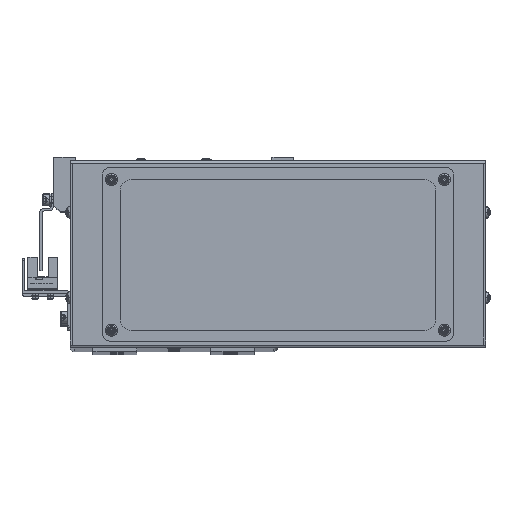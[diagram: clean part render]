
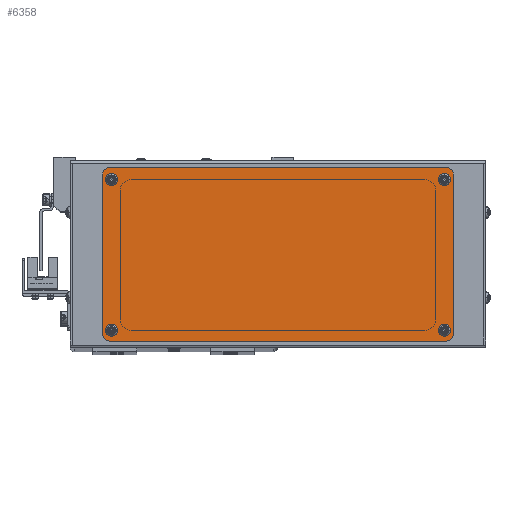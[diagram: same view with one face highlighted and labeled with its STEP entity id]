
A CAD part, top view. The second image highlights one B-rep face of the part: STEP entity #6358.
In plain terms, the highlighted face is planar.
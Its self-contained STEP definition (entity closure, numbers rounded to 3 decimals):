
#48 = EDGE_CURVE ( 'NONE', #22196, #25994, #22285, .T. ) ;
#291 = VERTEX_POINT ( 'NONE', #45365 ) ;
#473 = VERTEX_POINT ( 'NONE', #24613 ) ;
#1802 = DIRECTION ( 'NONE',  ( 1., 0., 0. ) ) ;
#2239 = AXIS2_PLACEMENT_3D ( 'NONE', #51317, #17194, #57043 ) ;
#2673 = DIRECTION ( 'NONE',  ( 1., 0., 0. ) ) ;
#2713 = CARTESIAN_POINT ( 'NONE',  ( -74.55, 34.25, 0. ) ) ;
#3146 = CIRCLE ( 'NONE', #17142, 1.7 ) ;
#3750 = CARTESIAN_POINT ( 'NONE',  ( 77.25, -39.75, 0. ) ) ;
#6358 = ADVANCED_FACE ( 'NONE', ( #26273, #36078, #12909, #24518, #66456 ), #36349, .F. ) ;
#6760 = LINE ( 'NONE', #61005, #21962 ) ;
#6815 = CARTESIAN_POINT ( 'NONE',  ( 77.25, -36.75, 0. ) ) ;
#6881 = CARTESIAN_POINT ( 'NONE',  ( -80.25, -36.75, 0. ) ) ;
#7593 = EDGE_CURVE ( 'NONE', #29891, #61625, #67150, .T. ) ;
#8727 = EDGE_CURVE ( 'NONE', #51314, #45763, #67756, .T. ) ;
#9128 = VERTEX_POINT ( 'NONE', #44453 ) ;
#10350 = AXIS2_PLACEMENT_3D ( 'NONE', #23440, #63310, #29151 ) ;
#10515 = CARTESIAN_POINT ( 'NONE',  ( 80.25, 36.75, 0. ) ) ;
#10929 = VECTOR ( 'NONE', #33454, 1000. ) ;
#11102 = CARTESIAN_POINT ( 'NONE',  ( -77.95, -34.75, 0. ) ) ;
#11253 = VERTEX_POINT ( 'NONE', #11102 ) ;
#12317 = AXIS2_PLACEMENT_3D ( 'NONE', #6815, #46721, #12557 ) ;
#12557 = DIRECTION ( 'NONE',  ( 1., 0., 0. ) ) ;
#12687 = CIRCLE ( 'NONE', #46986, 1.7 ) ;
#12909 = FACE_OUTER_BOUND ( 'NONE', #30541, .T. ) ;
#13095 = EDGE_CURVE ( 'NONE', #473, #9128, #34229, .T. ) ;
#13215 = ORIENTED_EDGE ( 'NONE', *, *, #55255, .F. ) ;
#14518 = AXIS2_PLACEMENT_3D ( 'NONE', #30138, #70003, #35851 ) ;
#14664 = CARTESIAN_POINT ( 'NONE',  ( -76.25, -34.75, 0. ) ) ;
#14899 = ORIENTED_EDGE ( 'NONE', *, *, #37759, .F. ) ;
#14984 = DIRECTION ( 'NONE',  ( 0., 0., 1. ) ) ;
#15280 = LINE ( 'NONE', #6881, #72356 ) ;
#15505 = EDGE_LOOP ( 'NONE', ( #56431, #37446 ) ) ;
#15828 = DIRECTION ( 'NONE',  ( 0., 0., 1. ) ) ;
#16114 = CIRCLE ( 'NONE', #16487, 1.7 ) ;
#16487 = AXIS2_PLACEMENT_3D ( 'NONE', #59553, #25420, #65306 ) ;
#17094 = VERTEX_POINT ( 'NONE', #59274 ) ;
#17142 = AXIS2_PLACEMENT_3D ( 'NONE', #14664, #54539, #20408 ) ;
#17194 = DIRECTION ( 'NONE',  ( 0., 0., 1. ) ) ;
#17281 = EDGE_CURVE ( 'NONE', #9128, #17094, #6760, .T. ) ;
#17907 = EDGE_CURVE ( 'NONE', #52823, #45374, #58377, .T. ) ;
#18300 = CARTESIAN_POINT ( 'NONE',  ( 77.95, -34.75, 0. ) ) ;
#19391 = DIRECTION ( 'NONE',  ( 0., 0., 1. ) ) ;
#20055 = CARTESIAN_POINT ( 'NONE',  ( 74.55, 34.25, 0. ) ) ;
#20408 = DIRECTION ( 'NONE',  ( 1., 0., 0. ) ) ;
#21962 = VECTOR ( 'NONE', #26827, 1000. ) ;
#22196 = VERTEX_POINT ( 'NONE', #2713 ) ;
#22285 = CIRCLE ( 'NONE', #29104, 1.7 ) ;
#22396 = EDGE_CURVE ( 'NONE', #45763, #473, #29665, .T. ) ;
#22568 = CARTESIAN_POINT ( 'NONE',  ( 76.25, -34.75, 0. ) ) ;
#23440 = CARTESIAN_POINT ( 'NONE',  ( 76.25, 34.25, 0. ) ) ;
#24518 = FACE_BOUND ( 'NONE', #15505, .T. ) ;
#24613 = CARTESIAN_POINT ( 'NONE',  ( 80.25, 36.75, 0. ) ) ;
#24856 = VERTEX_POINT ( 'NONE', #45088 ) ;
#25072 = AXIS2_PLACEMENT_3D ( 'NONE', #25112, #19391, #70745 ) ;
#25112 = CARTESIAN_POINT ( 'NONE',  ( -77.25, 36.75, 0. ) ) ;
#25420 = DIRECTION ( 'NONE',  ( 0., 0., 1. ) ) ;
#25994 = VERTEX_POINT ( 'NONE', #46586 ) ;
#26213 = EDGE_CURVE ( 'NONE', #11253, #24856, #3146, .T. ) ;
#26273 = FACE_BOUND ( 'NONE', #63412, .T. ) ;
#26390 = CARTESIAN_POINT ( 'NONE',  ( 77.25, -39.75, 0. ) ) ;
#26565 = LINE ( 'NONE', #26390, #55129 ) ;
#26760 = ORIENTED_EDGE ( 'NONE', *, *, #62168, .T. ) ;
#26827 = DIRECTION ( 'NONE',  ( -1., 0., 0. ) ) ;
#28293 = DIRECTION ( 'NONE',  ( 1., 0., 0. ) ) ;
#28895 = EDGE_CURVE ( 'NONE', #31444, #31075, #15280, .T. ) ;
#29104 = AXIS2_PLACEMENT_3D ( 'NONE', #49095, #14984, #54841 ) ;
#29151 = DIRECTION ( 'NONE',  ( 1., 0., 0. ) ) ;
#29461 = ORIENTED_EDGE ( 'NONE', *, *, #53496, .T. ) ;
#29665 = LINE ( 'NONE', #10515, #10929 ) ;
#29891 = VERTEX_POINT ( 'NONE', #74036 ) ;
#30138 = CARTESIAN_POINT ( 'NONE',  ( 77.25, 36.75, 0. ) ) ;
#30481 = CARTESIAN_POINT ( 'NONE',  ( 74.55, -34.75, 0. ) ) ;
#30541 = EDGE_LOOP ( 'NONE', ( #13215, #40613, #65602, #61174, #30995, #68669, #14899, #70265 ) ) ;
#30995 = ORIENTED_EDGE ( 'NONE', *, *, #8727, .F. ) ;
#31075 = VERTEX_POINT ( 'NONE', #72866 ) ;
#31444 = VERTEX_POINT ( 'NONE', #42139 ) ;
#32650 = CARTESIAN_POINT ( 'NONE',  ( -77.25, 36.75, 0. ) ) ;
#33150 = EDGE_CURVE ( 'NONE', #45374, #52823, #12687, .T. ) ;
#33454 = DIRECTION ( 'NONE',  ( 0., 1., 0. ) ) ;
#33801 = AXIS2_PLACEMENT_3D ( 'NONE', #71046, #36889, #2673 ) ;
#34229 = CIRCLE ( 'NONE', #14518, 3. ) ;
#35851 = DIRECTION ( 'NONE',  ( 1., 0., 0. ) ) ;
#36020 = DIRECTION ( 'NONE',  ( 0., 0., 1. ) ) ;
#36078 = FACE_BOUND ( 'NONE', #71197, .T. ) ;
#36349 = PLANE ( 'NONE',  #25072 ) ;
#36889 = DIRECTION ( 'NONE',  ( 0., 0., 1. ) ) ;
#37446 = ORIENTED_EDGE ( 'NONE', *, *, #7593, .T. ) ;
#37759 = EDGE_CURVE ( 'NONE', #31075, #291, #66506, .T. ) ;
#37897 = CIRCLE ( 'NONE', #43634, 1.7 ) ;
#38389 = DIRECTION ( 'NONE',  ( 1., 0., 0. ) ) ;
#40613 = ORIENTED_EDGE ( 'NONE', *, *, #17281, .F. ) ;
#42139 = CARTESIAN_POINT ( 'NONE',  ( -80.25, 36.75, 0. ) ) ;
#42990 = AXIS2_PLACEMENT_3D ( 'NONE', #32650, #72545, #38389 ) ;
#43634 = AXIS2_PLACEMENT_3D ( 'NONE', #70165, #36020, #1802 ) ;
#44453 = CARTESIAN_POINT ( 'NONE',  ( 77.25, 39.75, 0. ) ) ;
#45088 = CARTESIAN_POINT ( 'NONE',  ( -74.55, -34.75, 0. ) ) ;
#45365 = CARTESIAN_POINT ( 'NONE',  ( -77.25, -39.75, 0. ) ) ;
#45374 = VERTEX_POINT ( 'NONE', #18300 ) ;
#45763 = VERTEX_POINT ( 'NONE', #56095 ) ;
#46286 = AXIS2_PLACEMENT_3D ( 'NONE', #49943, #15828, #55688 ) ;
#46586 = CARTESIAN_POINT ( 'NONE',  ( -77.95, 34.25, 0. ) ) ;
#46721 = DIRECTION ( 'NONE',  ( 0., 0., 1. ) ) ;
#46986 = AXIS2_PLACEMENT_3D ( 'NONE', #22568, #62445, #28293 ) ;
#49095 = CARTESIAN_POINT ( 'NONE',  ( -76.25, 34.25, 0. ) ) ;
#49943 = CARTESIAN_POINT ( 'NONE',  ( 76.25, -34.75, 0. ) ) ;
#49993 = EDGE_LOOP ( 'NONE', ( #57044, #71359 ) ) ;
#50349 = EDGE_CURVE ( 'NONE', #61625, #29891, #37897, .T. ) ;
#51314 = VERTEX_POINT ( 'NONE', #3750 ) ;
#51317 = CARTESIAN_POINT ( 'NONE',  ( -77.25, -36.75, 0. ) ) ;
#51547 = CIRCLE ( 'NONE', #42990, 3. ) ;
#52521 = DIRECTION ( 'NONE',  ( 0., -1., 0. ) ) ;
#52823 = VERTEX_POINT ( 'NONE', #30481 ) ;
#53496 = EDGE_CURVE ( 'NONE', #25994, #22196, #54485, .T. ) ;
#54485 = CIRCLE ( 'NONE', #33801, 1.7 ) ;
#54539 = DIRECTION ( 'NONE',  ( 0., 0., 1. ) ) ;
#54841 = DIRECTION ( 'NONE',  ( 1., 0., 0. ) ) ;
#55129 = VECTOR ( 'NONE', #66326, 1000. ) ;
#55206 = EDGE_CURVE ( 'NONE', #291, #51314, #26565, .T. ) ;
#55255 = EDGE_CURVE ( 'NONE', #17094, #31444, #51547, .T. ) ;
#55688 = DIRECTION ( 'NONE',  ( 1., 0., 0. ) ) ;
#56095 = CARTESIAN_POINT ( 'NONE',  ( 80.25, -36.75, 0. ) ) ;
#56431 = ORIENTED_EDGE ( 'NONE', *, *, #50349, .T. ) ;
#57043 = DIRECTION ( 'NONE',  ( 1., 0., 0. ) ) ;
#57044 = ORIENTED_EDGE ( 'NONE', *, *, #17907, .T. ) ;
#57209 = ORIENTED_EDGE ( 'NONE', *, *, #48, .T. ) ;
#58377 = CIRCLE ( 'NONE', #46286, 1.7 ) ;
#59274 = CARTESIAN_POINT ( 'NONE',  ( -77.25, 39.75, 0. ) ) ;
#59553 = CARTESIAN_POINT ( 'NONE',  ( -76.25, -34.75, 0. ) ) ;
#61005 = CARTESIAN_POINT ( 'NONE',  ( -77.25, 39.75, 0. ) ) ;
#61174 = ORIENTED_EDGE ( 'NONE', *, *, #22396, .F. ) ;
#61625 = VERTEX_POINT ( 'NONE', #20055 ) ;
#62168 = EDGE_CURVE ( 'NONE', #24856, #11253, #16114, .T. ) ;
#62445 = DIRECTION ( 'NONE',  ( 0., 0., 1. ) ) ;
#63310 = DIRECTION ( 'NONE',  ( 0., 0., 1. ) ) ;
#63412 = EDGE_LOOP ( 'NONE', ( #67841, #26760 ) ) ;
#65306 = DIRECTION ( 'NONE',  ( 1., 0., 0. ) ) ;
#65602 = ORIENTED_EDGE ( 'NONE', *, *, #13095, .F. ) ;
#66326 = DIRECTION ( 'NONE',  ( 1., 0., 0. ) ) ;
#66456 = FACE_BOUND ( 'NONE', #49993, .T. ) ;
#66506 = CIRCLE ( 'NONE', #2239, 3. ) ;
#67150 = CIRCLE ( 'NONE', #10350, 1.7 ) ;
#67756 = CIRCLE ( 'NONE', #12317, 3. ) ;
#67841 = ORIENTED_EDGE ( 'NONE', *, *, #26213, .T. ) ;
#68669 = ORIENTED_EDGE ( 'NONE', *, *, #55206, .F. ) ;
#70003 = DIRECTION ( 'NONE',  ( 0., 0., 1. ) ) ;
#70165 = CARTESIAN_POINT ( 'NONE',  ( 76.25, 34.25, 0. ) ) ;
#70265 = ORIENTED_EDGE ( 'NONE', *, *, #28895, .F. ) ;
#70745 = DIRECTION ( 'NONE',  ( 1., 0., 0. ) ) ;
#71046 = CARTESIAN_POINT ( 'NONE',  ( -76.25, 34.25, 0. ) ) ;
#71197 = EDGE_LOOP ( 'NONE', ( #29461, #57209 ) ) ;
#71359 = ORIENTED_EDGE ( 'NONE', *, *, #33150, .T. ) ;
#72356 = VECTOR ( 'NONE', #52521, 1000. ) ;
#72545 = DIRECTION ( 'NONE',  ( 0., 0., 1. ) ) ;
#72866 = CARTESIAN_POINT ( 'NONE',  ( -80.25, -36.75, 0. ) ) ;
#74036 = CARTESIAN_POINT ( 'NONE',  ( 77.95, 34.25, 0. ) ) ;
